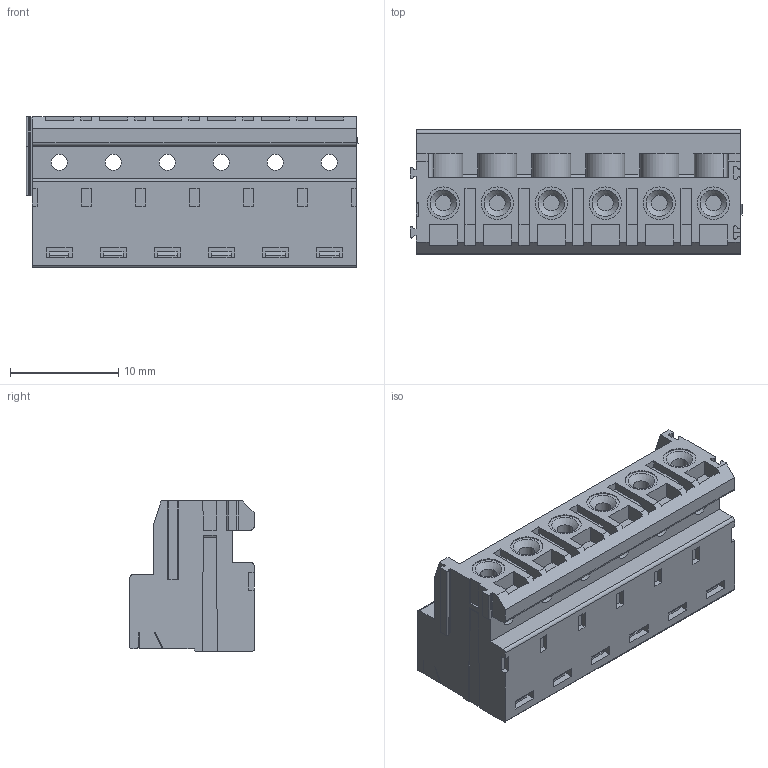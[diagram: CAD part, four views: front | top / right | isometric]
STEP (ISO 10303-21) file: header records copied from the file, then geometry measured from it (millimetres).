
FILE_DESCRIPTION(('STEP AP214'),'1');
FILE_NAME('SHCS06-5.stp','2018-11-12T16:59:32',(' '),(' '),'Spatial InterOp 3D',' ',' ');
FILE_SCHEMA(('AUTOMOTIVE_DESIGN { 1 0 10303 214 1 1 1 1 }'));
Length unit declared in the file: metre
Products named in the file (1): 1
Bounding box: 30.73 x 11.5 x 13.9 mm (x, y, z)
Volume: 3216.1 mm3; surface area: 3790.7 mm2
Topology: 1 solids, 1 shells, 643 faces, 1781 edges, 1176 vertices
Faces by surface type: plane 517, cylinder 108, cone 18
Full cylindrical faces by diameter (mm): 1.45 x6, 1.5 x6, 2.6 x6, 2.7 x6, 3 x6, 3.6 x10, 3.8 x6
Entity records: 25124 total; most frequent: CARTESIAN_POINT 3775, ORIENTED_EDGE 3342, DIRECTION 3169, EDGE_CURVE 1671, LINE 1421, VECTOR 1421, VERTEX_POINT 1132, AXIS2_PLACEMENT_3D 874
